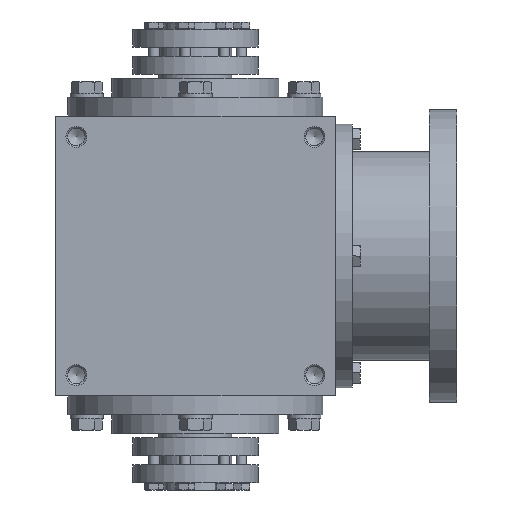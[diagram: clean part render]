
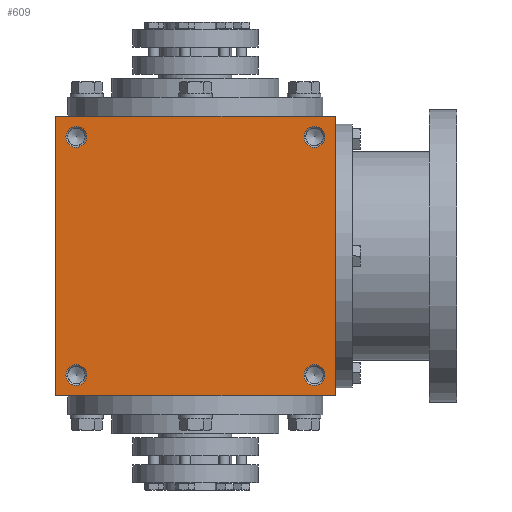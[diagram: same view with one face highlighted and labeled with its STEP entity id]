
A CAD part, front view. The second image highlights one B-rep face of the part: STEP entity #609.
In plain terms, the highlighted planar face has unit normal (0, -1, 0).
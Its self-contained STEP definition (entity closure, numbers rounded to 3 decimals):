
#609 = ADVANCED_FACE( '', ( #1358, #1359, #1360, #1361, #1362 ), #1363, .F. );
#1358 = FACE_BOUND( '', #2468, .T. );
#1359 = FACE_BOUND( '', #2469, .T. );
#1360 = FACE_BOUND( '', #2470, .T. );
#1361 = FACE_BOUND( '', #2471, .T. );
#1362 = FACE_OUTER_BOUND( '', #2472, .T. );
#1363 = PLANE( '', #2473 );
#2468 = EDGE_LOOP( '', ( #3755 ) );
#2469 = EDGE_LOOP( '', ( #3756 ) );
#2470 = EDGE_LOOP( '', ( #3757 ) );
#2471 = EDGE_LOOP( '', ( #3758 ) );
#2472 = EDGE_LOOP( '', ( #3759, #3760, #3761, #3762 ) );
#2473 = AXIS2_PLACEMENT_3D( '', #3763, #3764, #3765 );
#3755 = ORIENTED_EDGE( '', *, *, #5879, .T. );
#3756 = ORIENTED_EDGE( '', *, *, #5880, .T. );
#3757 = ORIENTED_EDGE( '', *, *, #5881, .F. );
#3758 = ORIENTED_EDGE( '', *, *, #5882, .F. );
#3759 = ORIENTED_EDGE( '', *, *, #5883, .T. );
#3760 = ORIENTED_EDGE( '', *, *, #5884, .F. );
#3761 = ORIENTED_EDGE( '', *, *, #5885, .F. );
#3762 = ORIENTED_EDGE( '', *, *, #5886, .T. );
#3763 = CARTESIAN_POINT( '', ( -67., -67., 67. ) );
#3764 = DIRECTION( '', ( 0., 1., 0. ) );
#3765 = DIRECTION( '', ( 0., 0., 1. ) );
#5879 = EDGE_CURVE( '', #6881, #6881, #6882, .T. );
#5880 = EDGE_CURVE( '', #6883, #6883, #6884, .T. );
#5881 = EDGE_CURVE( '', #6885, #6885, #6886, .T. );
#5882 = EDGE_CURVE( '', #6887, #6887, #6888, .T. );
#5883 = EDGE_CURVE( '', #6889, #6890, #6891, .T. );
#5884 = EDGE_CURVE( '', #6892, #6890, #6893, .T. );
#5885 = EDGE_CURVE( '', #6894, #6892, #6895, .T. );
#5886 = EDGE_CURVE( '', #6894, #6889, #6896, .T. );
#6881 = VERTEX_POINT( '', #8254 );
#6882 = CIRCLE( '', #8255, 5. );
#6883 = VERTEX_POINT( '', #8256 );
#6884 = CIRCLE( '', #8257, 5. );
#6885 = VERTEX_POINT( '', #8258 );
#6886 = CIRCLE( '', #8259, 5. );
#6887 = VERTEX_POINT( '', #8260 );
#6888 = CIRCLE( '', #8261, 5. );
#6889 = VERTEX_POINT( '', #8262 );
#6890 = VERTEX_POINT( '', #8263 );
#6891 = LINE( '', #8264, #8265 );
#6892 = VERTEX_POINT( '', #8266 );
#6893 = LINE( '', #8267, #8268 );
#6894 = VERTEX_POINT( '', #8269 );
#6895 = LINE( '', #8270, #8271 );
#6896 = LINE( '', #8272, #8273 );
#8254 = CARTESIAN_POINT( '', ( -57., -67., -52. ) );
#8255 = AXIS2_PLACEMENT_3D( '', #9906, #9907, #9908 );
#8256 = CARTESIAN_POINT( '', ( -57., -67., 62. ) );
#8257 = AXIS2_PLACEMENT_3D( '', #9909, #9910, #9911 );
#8258 = CARTESIAN_POINT( '', ( 57., -67., -62. ) );
#8259 = AXIS2_PLACEMENT_3D( '', #9912, #9913, #9914 );
#8260 = CARTESIAN_POINT( '', ( 57., -67., 52. ) );
#8261 = AXIS2_PLACEMENT_3D( '', #9915, #9916, #9917 );
#8262 = CARTESIAN_POINT( '', ( -67., -67., -67. ) );
#8263 = CARTESIAN_POINT( '', ( 67., -67., -67. ) );
#8264 = CARTESIAN_POINT( '', ( -67., -67., -67. ) );
#8265 = VECTOR( '', #9918, 1000. );
#8266 = CARTESIAN_POINT( '', ( 67., -67., 67. ) );
#8267 = CARTESIAN_POINT( '', ( 67., -67., 67. ) );
#8268 = VECTOR( '', #9919, 1000. );
#8269 = CARTESIAN_POINT( '', ( -67., -67., 67. ) );
#8270 = CARTESIAN_POINT( '', ( -67., -67., 67. ) );
#8271 = VECTOR( '', #9920, 1000. );
#8272 = CARTESIAN_POINT( '', ( -67., -67., 67. ) );
#8273 = VECTOR( '', #9921, 1000. );
#9906 = CARTESIAN_POINT( '', ( -57., -67., -57. ) );
#9907 = DIRECTION( '', ( 0., 1., 0. ) );
#9908 = DIRECTION( '', ( 0., 0., 1. ) );
#9909 = CARTESIAN_POINT( '', ( -57., -67., 57. ) );
#9910 = DIRECTION( '', ( 0., 1., 0. ) );
#9911 = DIRECTION( '', ( 0., 0., 1. ) );
#9912 = CARTESIAN_POINT( '', ( 57., -67., -57. ) );
#9913 = DIRECTION( '', ( 0., -1., 0. ) );
#9914 = DIRECTION( '', ( 0., 0., -1. ) );
#9915 = CARTESIAN_POINT( '', ( 57., -67., 57. ) );
#9916 = DIRECTION( '', ( 0., -1., 0. ) );
#9917 = DIRECTION( '', ( 0., 0., -1. ) );
#9918 = DIRECTION( '', ( 1., 0., 0. ) );
#9919 = DIRECTION( '', ( 0., 0., -1. ) );
#9920 = DIRECTION( '', ( 1., 0., 0. ) );
#9921 = DIRECTION( '', ( 0., 0., -1. ) );
